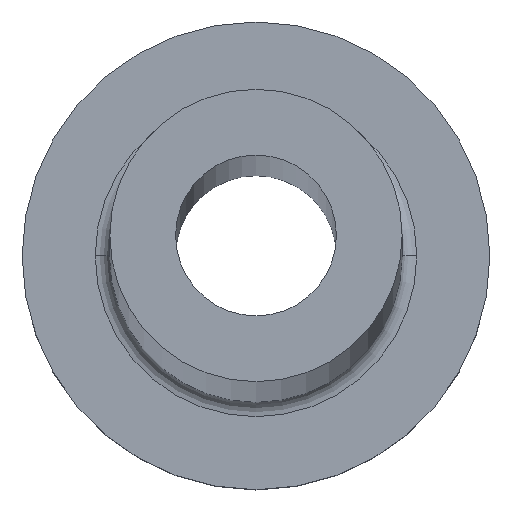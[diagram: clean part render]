
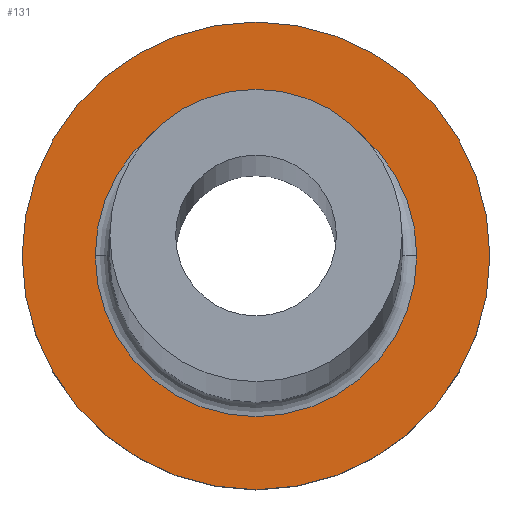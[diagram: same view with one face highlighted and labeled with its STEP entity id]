
A CAD part, top view. The second image highlights one B-rep face of the part: STEP entity #131.
In plain terms, the highlighted planar face has unit normal (0, 0, 1).
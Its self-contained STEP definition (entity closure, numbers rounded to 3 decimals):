
#3 = CIRCLE ( 'NONE', #61, 5.5 ) ;
#4 = CIRCLE ( 'NONE', #62, 5.5 ) ;
#15 = EDGE_CURVE ( 'NONE', #117, #114, #248, .T. ) ;
#26 = EDGE_CURVE ( 'NONE', #114, #117, #180, .T. ) ;
#38 = EDGE_CURVE ( 'NONE', #283, #74, #3, .T. ) ;
#51 = ORIENTED_EDGE ( 'NONE', *, *, #348, .T. ) ;
#52 = DIRECTION ( 'NONE',  ( 1., 0., 0. ) ) ;
#56 = DIRECTION ( 'NONE',  ( 1., 0., 0. ) ) ;
#61 = AXIS2_PLACEMENT_3D ( 'NONE', #86, #199, #52 ) ;
#62 = AXIS2_PLACEMENT_3D ( 'NONE', #96, #325, #304 ) ;
#72 = FACE_OUTER_BOUND ( 'NONE', #310, .T. ) ;
#74 = VERTEX_POINT ( 'NONE', #156 ) ;
#86 = CARTESIAN_POINT ( 'NONE',  ( 0., 0., 5. ) ) ;
#96 = CARTESIAN_POINT ( 'NONE',  ( 0., 0., 5. ) ) ;
#110 = ORIENTED_EDGE ( 'NONE', *, *, #38, .T. ) ;
#114 = VERTEX_POINT ( 'NONE', #129 ) ;
#115 = DIRECTION ( 'NONE',  ( 1., 0., 0. ) ) ;
#117 = VERTEX_POINT ( 'NONE', #182 ) ;
#129 = CARTESIAN_POINT ( 'NONE',  ( -8., 0., 5. ) ) ;
#131 = ADVANCED_FACE ( 'NONE', ( #154, #72 ), #301, .T. ) ;
#133 = AXIS2_PLACEMENT_3D ( 'NONE', #275, #323, #241 ) ;
#143 = CARTESIAN_POINT ( 'NONE',  ( 0., 0., 5. ) ) ;
#154 = FACE_BOUND ( 'NONE', #305, .T. ) ;
#156 = CARTESIAN_POINT ( 'NONE',  ( -5.5, 0., 5. ) ) ;
#164 = AXIS2_PLACEMENT_3D ( 'NONE', #230, #288, #115 ) ;
#180 = CIRCLE ( 'NONE', #164, 8. ) ;
#182 = CARTESIAN_POINT ( 'NONE',  ( 8., 0., 5. ) ) ;
#184 = CARTESIAN_POINT ( 'NONE',  ( 5.5, 0., 5. ) ) ;
#199 = DIRECTION ( 'NONE',  ( 0., 0., -1. ) ) ;
#230 = CARTESIAN_POINT ( 'NONE',  ( 0., 0., 5. ) ) ;
#241 = DIRECTION ( 'NONE',  ( 1., 0., 0. ) ) ;
#243 = ORIENTED_EDGE ( 'NONE', *, *, #15, .T. ) ;
#248 = CIRCLE ( 'NONE', #299, 8. ) ;
#256 = DIRECTION ( 'NONE',  ( 0., 0., 1. ) ) ;
#273 = ORIENTED_EDGE ( 'NONE', *, *, #26, .T. ) ;
#275 = CARTESIAN_POINT ( 'NONE',  ( 0., 0., 5. ) ) ;
#283 = VERTEX_POINT ( 'NONE', #184 ) ;
#288 = DIRECTION ( 'NONE',  ( 0., 0., 1. ) ) ;
#299 = AXIS2_PLACEMENT_3D ( 'NONE', #143, #256, #56 ) ;
#301 = PLANE ( 'NONE',  #133 ) ;
#304 = DIRECTION ( 'NONE',  ( 1., 0., 0. ) ) ;
#305 = EDGE_LOOP ( 'NONE', ( #110, #51 ) ) ;
#310 = EDGE_LOOP ( 'NONE', ( #273, #243 ) ) ;
#323 = DIRECTION ( 'NONE',  ( 0., 0., 1. ) ) ;
#325 = DIRECTION ( 'NONE',  ( 0., 0., -1. ) ) ;
#348 = EDGE_CURVE ( 'NONE', #74, #283, #4, .T. ) ;
